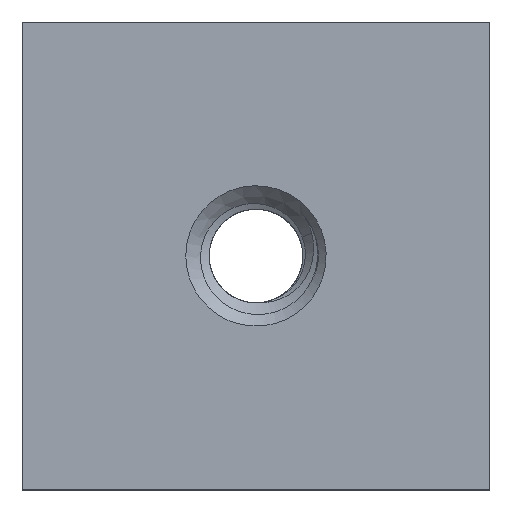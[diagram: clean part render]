
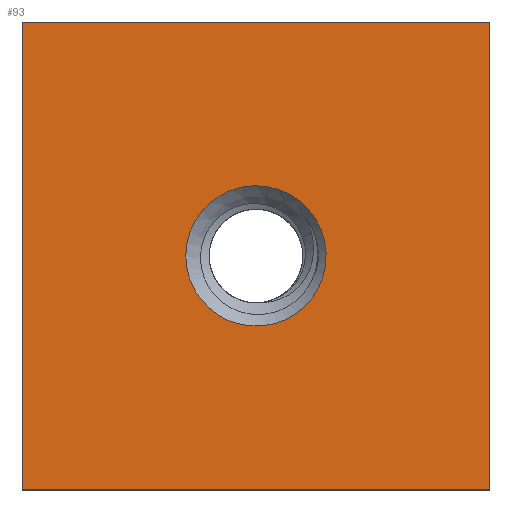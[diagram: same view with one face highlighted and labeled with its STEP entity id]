
A CAD part, top view. The second image highlights one B-rep face of the part: STEP entity #93.
In plain terms, the highlighted planar face has unit normal (0, 0, 1).
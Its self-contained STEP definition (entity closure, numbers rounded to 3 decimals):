
#61=FACE_BOUND('',#282,.T.);
#62=FACE_BOUND('',#283,.T.);
#82=CIRCLE('',#1250,4.5);
#93=ADVANCED_FACE('',(#61,#62),#160,.F.);
#160=PLANE('',#1251);
#282=EDGE_LOOP('',(#389));
#283=EDGE_LOOP('',(#390,#391,#392,#393));
#389=ORIENTED_EDGE('',*,*,#806,.T.);
#390=ORIENTED_EDGE('',*,*,#781,.F.);
#391=ORIENTED_EDGE('',*,*,#791,.F.);
#392=ORIENTED_EDGE('',*,*,#788,.F.);
#393=ORIENTED_EDGE('',*,*,#785,.F.);
#674=VERTEX_POINT('',#1612);
#675=VERTEX_POINT('',#1613);
#678=VERTEX_POINT('',#1621);
#680=VERTEX_POINT('',#1627);
#695=VERTEX_POINT('',#1663);
#781=EDGE_CURVE('',#674,#675,#940,.T.);
#785=EDGE_CURVE('',#675,#678,#944,.T.);
#788=EDGE_CURVE('',#678,#680,#947,.T.);
#791=EDGE_CURVE('',#680,#674,#950,.T.);
#806=EDGE_CURVE('',#695,#695,#82,.T.);
#940=LINE('',#1611,#1084);
#944=LINE('',#1620,#1088);
#947=LINE('',#1626,#1091);
#950=LINE('',#1632,#1094);
#1084=VECTOR('',#1320,1.);
#1088=VECTOR('',#1326,1.);
#1091=VECTOR('',#1331,1.);
#1094=VECTOR('',#1336,1.);
#1250=AXIS2_PLACEMENT_3D('',#1662,#1356,#1357);
#1251=AXIS2_PLACEMENT_3D('',#1664,#1358,#1359);
#1320=DIRECTION('',(0.,1.,0.));
#1326=DIRECTION('',(1.,0.,0.));
#1331=DIRECTION('',(0.,-1.,0.));
#1336=DIRECTION('',(-1.,0.,0.));
#1356=DIRECTION('',(0.,0.,-1.));
#1357=DIRECTION('',(-1.,0.,0.));
#1358=DIRECTION('',(0.,0.,-1.));
#1359=DIRECTION('',(-1.,0.,0.));
#1611=CARTESIAN_POINT('',(-15.,-15.,0.));
#1612=CARTESIAN_POINT('',(-15.,-15.,0.));
#1613=CARTESIAN_POINT('',(-15.,15.,0.));
#1620=CARTESIAN_POINT('',(-15.,15.,0.));
#1621=CARTESIAN_POINT('',(15.,15.,0.));
#1626=CARTESIAN_POINT('',(15.,15.,0.));
#1627=CARTESIAN_POINT('',(15.,-15.,0.));
#1632=CARTESIAN_POINT('',(15.,-15.,0.));
#1662=CARTESIAN_POINT('',(0.,0.,0.));
#1663=CARTESIAN_POINT('',(-4.5,0.,0.));
#1664=CARTESIAN_POINT('',(0.,0.,0.));
